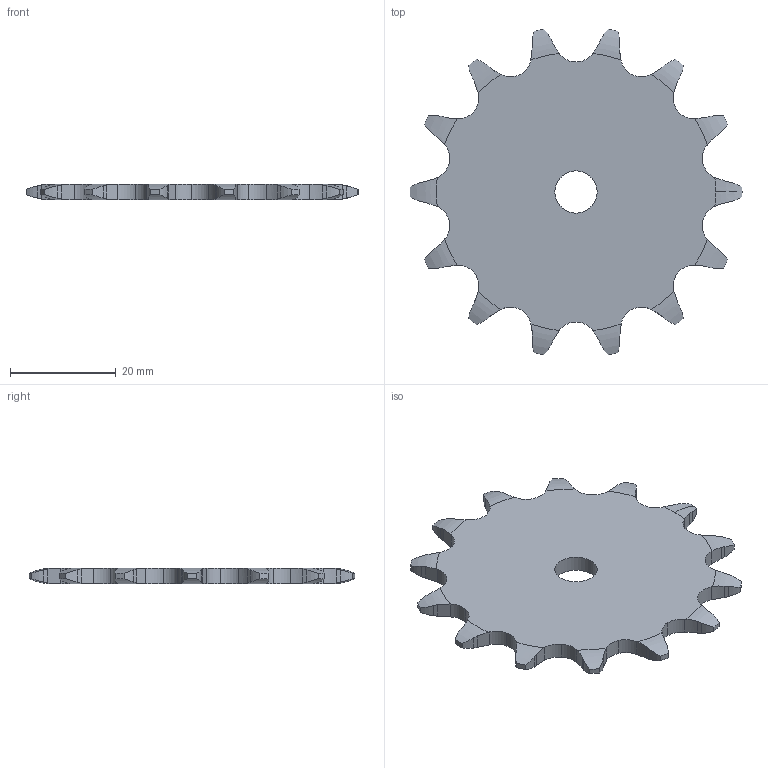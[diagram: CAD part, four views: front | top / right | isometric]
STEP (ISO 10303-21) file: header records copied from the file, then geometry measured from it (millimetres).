
FILE_DESCRIPTION(('FreeCAD Model'),'2;1');
FILE_NAME('Open CASCADE Shape Model','2022-02-12T10:59:01',('FreeCAD'),( 'FreeCAD'),'Open CASCADE STEP processor 7.4','FreeCAD','Unknown');
FILE_SCHEMA(('AUTOMOTIVE_DESIGN { 1 0 10303 214 1 1 1 1 }'));
Length unit declared in the file: millimetre
Products named in the file (1): Open CASCADE STEP translator 7.4 7
Bounding box: 62.8 x 61.6 x 3 mm (x, y, z)
Volume: 6746.6 mm3; surface area: 5367.3 mm2
Topology: 1 solids, 1 shells, 160 faces, 472 edges, 314 vertices
Faces by surface type: cylinder 100, plane 30, torus 30
Full cylindrical faces by diameter (mm): 8 x1
Entity records: 13722 total; most frequent: CARTESIAN_POINT 5455, DIRECTION 1266, ORIENTED_EDGE 944, PCURVE 944, DEFINITIONAL_REPRESENTATION 944, LINE 644, VECTOR 644, B_SPLINE_CURVE_WITH_KNOTS 504
